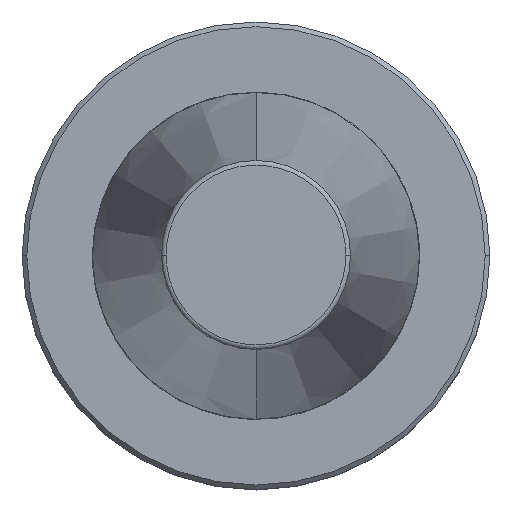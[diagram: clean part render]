
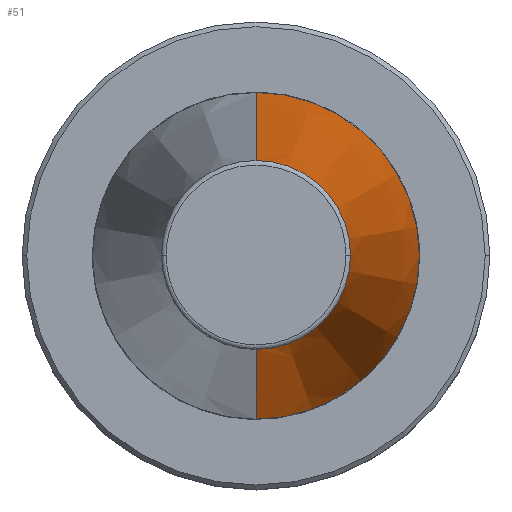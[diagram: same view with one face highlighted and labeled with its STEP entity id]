
A CAD part, top view. The second image highlights one B-rep face of the part: STEP entity #51.
In plain terms, the highlighted conical face has half-angle 8.297 degrees and reference radius 34.925 mm.
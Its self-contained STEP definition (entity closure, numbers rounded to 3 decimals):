
#51 = ADVANCED_FACE ( 'NONE', ( #111 ), #204, .T. ) ;
#63 = VECTOR ( 'NONE', #1506, 1000. ) ;
#88 = CIRCLE ( 'NONE', #1021, 20.204 ) ;
#111 = FACE_OUTER_BOUND ( 'NONE', #402, .T. ) ;
#204 = CONICAL_SURFACE ( 'NONE', #723, 34.925, 0.145 ) ;
#224 = ORIENTED_EDGE ( 'NONE', *, *, #1144, .T. ) ;
#228 = VERTEX_POINT ( 'NONE', #806 ) ;
#265 = DIRECTION ( 'NONE',  ( 0., 1., 0. ) ) ;
#269 = DIRECTION ( 'NONE',  ( 0., 0., -1. ) ) ;
#273 = CARTESIAN_POINT ( 'NONE',  ( 0., 0., 100.944 ) ) ;
#277 = LINE ( 'NONE', #665, #1128 ) ;
#279 = DIRECTION ( 'NONE',  ( 0., 1., 0. ) ) ;
#281 = DIRECTION ( 'NONE',  ( 0., 0., -1. ) ) ;
#284 = CARTESIAN_POINT ( 'NONE',  ( 0., 0., 100.944 ) ) ;
#314 = VERTEX_POINT ( 'NONE', #1141 ) ;
#349 = ORIENTED_EDGE ( 'NONE', *, *, #1009, .T. ) ;
#353 = VERTEX_POINT ( 'NONE', #1467 ) ;
#365 = DIRECTION ( 'NONE',  ( 0., 1., 0. ) ) ;
#366 = DIRECTION ( 'NONE',  ( 0., 0., 1. ) ) ;
#369 = CARTESIAN_POINT ( 'NONE',  ( 0., 0., 0. ) ) ;
#383 = ORIENTED_EDGE ( 'NONE', *, *, #1139, .T. ) ;
#402 = EDGE_LOOP ( 'NONE', ( #224, #1167, #349, #912, #383 ) ) ;
#484 = LINE ( 'NONE', #1509, #63 ) ;
#502 = CARTESIAN_POINT ( 'NONE',  ( 0., 20.204, 100.944 ) ) ;
#576 = CARTESIAN_POINT ( 'NONE',  ( 0., -34.925, 0. ) ) ;
#603 = EDGE_CURVE ( 'NONE', #228, #733, #277, .T. ) ;
#665 = CARTESIAN_POINT ( 'NONE',  ( 0., -34.925, 0. ) ) ;
#666 = DIRECTION ( 'NONE',  ( 0., -0.144, -0.99 ) ) ;
#723 = AXIS2_PLACEMENT_3D ( 'NONE', #1136, #1263, #1313 ) ;
#733 = VERTEX_POINT ( 'NONE', #576 ) ;
#806 = CARTESIAN_POINT ( 'NONE',  ( 0., -20.204, 100.944 ) ) ;
#817 = VERTEX_POINT ( 'NONE', #502 ) ;
#912 = ORIENTED_EDGE ( 'NONE', *, *, #1516, .F. ) ;
#1009 = EDGE_CURVE ( 'NONE', #733, #314, #1314, .T. ) ;
#1021 = AXIS2_PLACEMENT_3D ( 'NONE', #273, #269, #265 ) ;
#1128 = VECTOR ( 'NONE', #666, 1000. ) ;
#1136 = CARTESIAN_POINT ( 'NONE',  ( 0., 0., 0. ) ) ;
#1139 = EDGE_CURVE ( 'NONE', #817, #353, #1289, .T. ) ;
#1141 = CARTESIAN_POINT ( 'NONE',  ( 0., 34.925, 0. ) ) ;
#1144 = EDGE_CURVE ( 'NONE', #353, #228, #88, .T. ) ;
#1167 = ORIENTED_EDGE ( 'NONE', *, *, #603, .T. ) ;
#1263 = DIRECTION ( 'NONE',  ( 0., 0., -1. ) ) ;
#1289 = CIRCLE ( 'NONE', #1342, 20.204 ) ;
#1313 = DIRECTION ( 'NONE',  ( 0., 1., 0. ) ) ;
#1314 = CIRCLE ( 'NONE', #1372, 34.925 ) ;
#1342 = AXIS2_PLACEMENT_3D ( 'NONE', #284, #281, #279 ) ;
#1372 = AXIS2_PLACEMENT_3D ( 'NONE', #369, #366, #365 ) ;
#1467 = CARTESIAN_POINT ( 'NONE',  ( 20.204, 0., 100.944 ) ) ;
#1506 = DIRECTION ( 'NONE',  ( 0., 0.144, -0.99 ) ) ;
#1509 = CARTESIAN_POINT ( 'NONE',  ( 0., 34.925, 0. ) ) ;
#1516 = EDGE_CURVE ( 'NONE', #817, #314, #484, .T. ) ;
